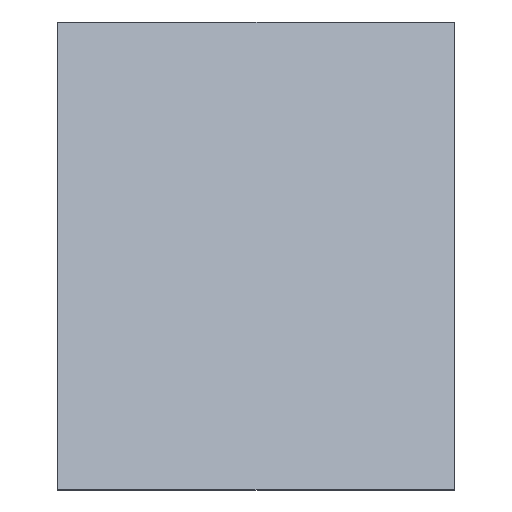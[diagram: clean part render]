
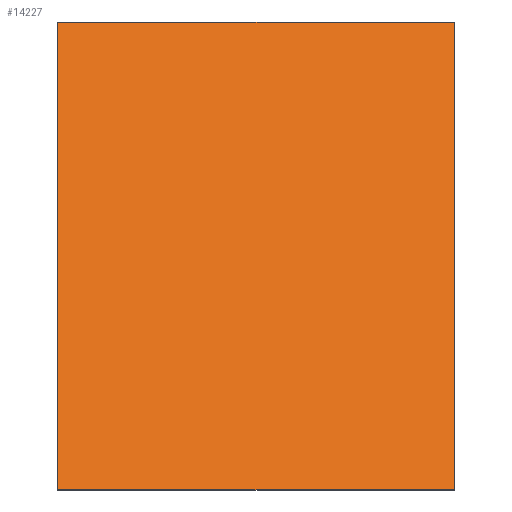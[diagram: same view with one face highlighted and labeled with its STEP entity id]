
A CAD part, top view. The second image highlights one B-rep face of the part: STEP entity #14227.
In plain terms, the highlighted planar face has unit normal (0, 0.398, 0.917).
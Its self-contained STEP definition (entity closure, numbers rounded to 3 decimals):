
#500 = PLANE ( 'NONE',  #1219 ) ;
#931 = CARTESIAN_POINT ( 'NONE',  ( -86., 0., 88. ) ) ;
#1181 = DIRECTION ( 'NONE',  ( 1., 0., 0. ) ) ;
#1219 = AXIS2_PLACEMENT_3D ( 'NONE', #12502, #1790, #7853 ) ;
#1790 = DIRECTION ( 'NONE',  ( 0., 0.398, 0.918 ) ) ;
#2401 = LINE ( 'NONE', #3648, #8031 ) ;
#3159 = DIRECTION ( 'NONE',  ( -1., 0., 0. ) ) ;
#3648 = CARTESIAN_POINT ( 'NONE',  ( 86., 0., 88. ) ) ;
#3986 = VERTEX_POINT ( 'NONE', #14995 ) ;
#5439 = VERTEX_POINT ( 'NONE', #931 ) ;
#5482 = DIRECTION ( 'NONE',  ( 0., 0.918, -0.398 ) ) ;
#5490 = VECTOR ( 'NONE', #3159, 1000. ) ;
#5663 = CARTESIAN_POINT ( 'NONE',  ( -86., 203., 0. ) ) ;
#6189 = CARTESIAN_POINT ( 'NONE',  ( 86., 0., 88. ) ) ;
#6557 = VECTOR ( 'NONE', #10003, 1000. ) ;
#6678 = EDGE_CURVE ( 'NONE', #3986, #13487, #13810, .T. ) ;
#7495 = VERTEX_POINT ( 'NONE', #6189 ) ;
#7853 = DIRECTION ( 'NONE',  ( 0., 0.918, -0.398 ) ) ;
#8031 = VECTOR ( 'NONE', #1181, 1000. ) ;
#8517 = EDGE_CURVE ( 'NONE', #7495, #3986, #8854, .T. ) ;
#8854 = LINE ( 'NONE', #9949, #6557 ) ;
#9362 = ORIENTED_EDGE ( 'NONE', *, *, #14031, .T. ) ;
#9949 = CARTESIAN_POINT ( 'NONE',  ( 86., 203., 0. ) ) ;
#10003 = DIRECTION ( 'NONE',  ( 0., 0.918, -0.398 ) ) ;
#11319 = EDGE_CURVE ( 'NONE', #5439, #13487, #13248, .T. ) ;
#11573 = EDGE_LOOP ( 'NONE', ( #14485, #9362, #14550, #14616 ) ) ;
#12502 = CARTESIAN_POINT ( 'NONE',  ( 86., 203., 0. ) ) ;
#13248 = LINE ( 'NONE', #13882, #14372 ) ;
#13487 = VERTEX_POINT ( 'NONE', #5663 ) ;
#13810 = LINE ( 'NONE', #15230, #5490 ) ;
#13879 = FACE_OUTER_BOUND ( 'NONE', #11573, .T. ) ;
#13882 = CARTESIAN_POINT ( 'NONE',  ( -86., 203., 0. ) ) ;
#14031 = EDGE_CURVE ( 'NONE', #5439, #7495, #2401, .T. ) ;
#14227 = ADVANCED_FACE ( 'NONE', ( #13879 ), #500, .T. ) ;
#14372 = VECTOR ( 'NONE', #5482, 1000. ) ;
#14485 = ORIENTED_EDGE ( 'NONE', *, *, #11319, .F. ) ;
#14550 = ORIENTED_EDGE ( 'NONE', *, *, #8517, .T. ) ;
#14616 = ORIENTED_EDGE ( 'NONE', *, *, #6678, .T. ) ;
#14995 = CARTESIAN_POINT ( 'NONE',  ( 86., 203., 0. ) ) ;
#15230 = CARTESIAN_POINT ( 'NONE',  ( 86., 203., 0. ) ) ;
